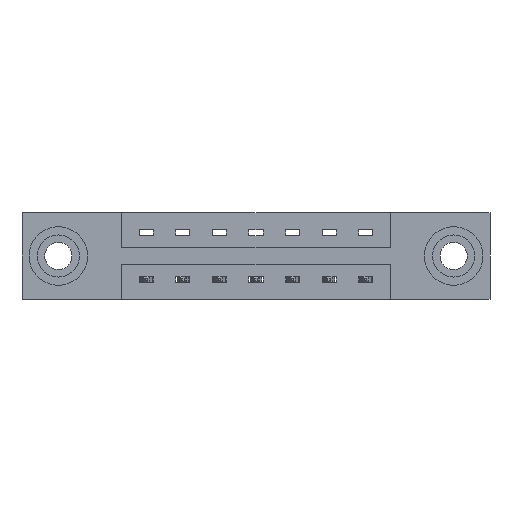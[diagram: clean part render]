
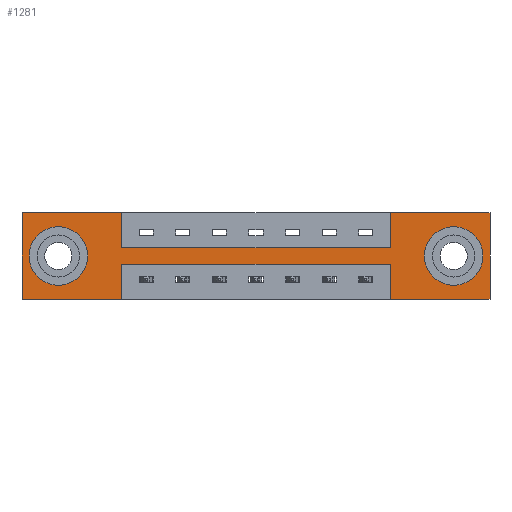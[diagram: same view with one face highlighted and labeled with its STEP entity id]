
A CAD part, front view. The second image highlights one B-rep face of the part: STEP entity #1281.
In plain terms, the highlighted planar face has unit normal (0, -1, 0).
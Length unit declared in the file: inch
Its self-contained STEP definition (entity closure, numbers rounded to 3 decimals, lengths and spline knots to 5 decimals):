
#26 = VERTEX_POINT ( 'NONE', #8673 ) ;
#50 = CARTESIAN_POINT ( 'NONE',  ( 1.573, 0., 0. ) ) ;
#246 = DIRECTION ( 'NONE',  ( 0., 0., -1. ) ) ;
#315 = FACE_BOUND ( 'NONE', #9158, .T. ) ;
#575 = FACE_BOUND ( 'NONE', #7385, .T. ) ;
#596 = VERTEX_POINT ( 'NONE', #7319 ) ;
#929 = LINE ( 'NONE', #952, #6098 ) ;
#952 = CARTESIAN_POINT ( 'NONE',  ( 0., 0., -0.37 ) ) ;
#1008 = AXIS2_PLACEMENT_3D ( 'NONE', #7234, #5537, #8046 ) ;
#1186 = EDGE_CURVE ( 'NONE', #8044, #10086, #9890, .T. ) ;
#1226 = VECTOR ( 'NONE', #246, 39.37008 ) ;
#1281 = ADVANCED_FACE ( 'NONE', ( #575, #315, #2460 ), #8741, .T. ) ;
#1287 = EDGE_CURVE ( 'NONE', #5725, #3395, #8760, .T. ) ;
#1402 = CARTESIAN_POINT ( 'NONE',  ( 1.573, 0., 0. ) ) ;
#1662 = DIRECTION ( 'NONE',  ( -1., 0., 0. ) ) ;
#1675 = EDGE_CURVE ( 'NONE', #3395, #596, #6886, .T. ) ;
#1913 = CARTESIAN_POINT ( 'NONE',  ( 0.425, 0., -0.37 ) ) ;
#1967 = EDGE_CURVE ( 'NONE', #9401, #9323, #2096, .T. ) ;
#1996 = LINE ( 'NONE', #9803, #5923 ) ;
#2041 = CARTESIAN_POINT ( 'NONE',  ( 0., 0., -0.37 ) ) ;
#2068 = EDGE_CURVE ( 'NONE', #596, #8422, #7012, .T. ) ;
#2096 = LINE ( 'NONE', #7226, #6283 ) ;
#2165 = DIRECTION ( 'NONE',  ( 0., 0., -1. ) ) ;
#2275 = CARTESIAN_POINT ( 'NONE',  ( 0., 0., 0. ) ) ;
#2315 = ORIENTED_EDGE ( 'NONE', *, *, #3527, .T. ) ;
#2460 = FACE_OUTER_BOUND ( 'NONE', #4156, .T. ) ;
#2670 = VERTEX_POINT ( 'NONE', #7361 ) ;
#2866 = AXIS2_PLACEMENT_3D ( 'NONE', #3956, #4791, #7971 ) ;
#2984 = ORIENTED_EDGE ( 'NONE', *, *, #9767, .F. ) ;
#3017 = CARTESIAN_POINT ( 'NONE',  ( 0.425, 0., 0. ) ) ;
#3032 = DIRECTION ( 'NONE',  ( 0., 1., 0. ) ) ;
#3037 = ORIENTED_EDGE ( 'NONE', *, *, #1186, .F. ) ;
#3126 = CARTESIAN_POINT ( 'NONE',  ( 1.573, 0., -0.37 ) ) ;
#3163 = LINE ( 'NONE', #6770, #6057 ) ;
#3183 = VECTOR ( 'NONE', #5853, 39.37008 ) ;
#3204 = CIRCLE ( 'NONE', #3569, 0.078 ) ;
#3274 = ORIENTED_EDGE ( 'NONE', *, *, #4529, .T. ) ;
#3344 = EDGE_CURVE ( 'NONE', #8422, #10399, #10256, .T. ) ;
#3395 = VERTEX_POINT ( 'NONE', #4412 ) ;
#3426 = DIRECTION ( 'NONE',  ( -1., 0., 0. ) ) ;
#3480 = DIRECTION ( 'NONE',  ( 0., 1., 0. ) ) ;
#3527 = EDGE_CURVE ( 'NONE', #2670, #4922, #9883, .T. ) ;
#3569 = AXIS2_PLACEMENT_3D ( 'NONE', #4722, #3032, #8714 ) ;
#3656 = VECTOR ( 'NONE', #4752, 39.37008 ) ;
#3845 = LINE ( 'NONE', #50, #4108 ) ;
#3956 = CARTESIAN_POINT ( 'NONE',  ( 0., 0., -0.37 ) ) ;
#3999 = EDGE_CURVE ( 'NONE', #10086, #9401, #3845, .T. ) ;
#4108 = VECTOR ( 'NONE', #9697, 39.37008 ) ;
#4134 = CARTESIAN_POINT ( 'NONE',  ( 1.843, 0., -0.263 ) ) ;
#4156 = EDGE_LOOP ( 'NONE', ( #4946, #10056, #2984, #5840, #6468, #8519, #7686, #3037, #5312, #8861, #6960, #9705 ) ) ;
#4160 = CARTESIAN_POINT ( 'NONE',  ( 1.998, 0., 0. ) ) ;
#4176 = EDGE_CURVE ( 'NONE', #5341, #26, #929, .T. ) ;
#4240 = VECTOR ( 'NONE', #1662, 39.37008 ) ;
#4261 = DIRECTION ( 'NONE',  ( 0., 1., 0. ) ) ;
#4412 = CARTESIAN_POINT ( 'NONE',  ( 0.425, 0., -0.22 ) ) ;
#4508 = VECTOR ( 'NONE', #5763, 39.37008 ) ;
#4529 = EDGE_CURVE ( 'NONE', #7318, #6285, #3204, .T. ) ;
#4722 = CARTESIAN_POINT ( 'NONE',  ( 0.155, 0., -0.185 ) ) ;
#4752 = DIRECTION ( 'NONE',  ( 0., 0., 1. ) ) ;
#4791 = DIRECTION ( 'NONE',  ( 0., -1., 0. ) ) ;
#4922 = VERTEX_POINT ( 'NONE', #4134 ) ;
#4946 = ORIENTED_EDGE ( 'NONE', *, *, #1675, .F. ) ;
#5224 = VERTEX_POINT ( 'NONE', #3017 ) ;
#5297 = LINE ( 'NONE', #3126, #3656 ) ;
#5312 = ORIENTED_EDGE ( 'NONE', *, *, #10300, .F. ) ;
#5341 = VERTEX_POINT ( 'NONE', #7250 ) ;
#5495 = DIRECTION ( 'NONE',  ( 0., 0., -1. ) ) ;
#5537 = DIRECTION ( 'NONE',  ( 0., 1., 0. ) ) ;
#5568 = CARTESIAN_POINT ( 'NONE',  ( 0.425, 0., -0.15 ) ) ;
#5725 = VERTEX_POINT ( 'NONE', #9836 ) ;
#5763 = DIRECTION ( 'NONE',  ( -1., 0., 0. ) ) ;
#5840 = ORIENTED_EDGE ( 'NONE', *, *, #4176, .F. ) ;
#5853 = DIRECTION ( 'NONE',  ( 0., 0., -1. ) ) ;
#5874 = VECTOR ( 'NONE', #6602, 39.37008 ) ;
#5923 = VECTOR ( 'NONE', #7407, 39.37008 ) ;
#6057 = VECTOR ( 'NONE', #2165, 39.37008 ) ;
#6098 = VECTOR ( 'NONE', #3426, 39.37008 ) ;
#6281 = EDGE_CURVE ( 'NONE', #6285, #7318, #6325, .T. ) ;
#6283 = VECTOR ( 'NONE', #9526, 39.37008 ) ;
#6285 = VERTEX_POINT ( 'NONE', #6681 ) ;
#6325 = CIRCLE ( 'NONE', #7018, 0.078 ) ;
#6468 = ORIENTED_EDGE ( 'NONE', *, *, #8726, .F. ) ;
#6523 = AXIS2_PLACEMENT_3D ( 'NONE', #7601, #4261, #5495 ) ;
#6595 = CARTESIAN_POINT ( 'NONE',  ( 0.425, 0., -0.15 ) ) ;
#6602 = DIRECTION ( 'NONE',  ( 0., 0., 1. ) ) ;
#6681 = CARTESIAN_POINT ( 'NONE',  ( 0.155, 0., -0.107 ) ) ;
#6738 = CARTESIAN_POINT ( 'NONE',  ( 0.155, 0., -0.185 ) ) ;
#6770 = CARTESIAN_POINT ( 'NONE',  ( 0.425, 0., 0. ) ) ;
#6886 = LINE ( 'NONE', #1913, #1226 ) ;
#6960 = ORIENTED_EDGE ( 'NONE', *, *, #3344, .F. ) ;
#7012 = LINE ( 'NONE', #8170, #4508 ) ;
#7018 = AXIS2_PLACEMENT_3D ( 'NONE', #6738, #3480, #8322 ) ;
#7124 = DIRECTION ( 'NONE',  ( 1., 0., 0. ) ) ;
#7226 = CARTESIAN_POINT ( 'NONE',  ( 0., 0., 0. ) ) ;
#7234 = CARTESIAN_POINT ( 'NONE',  ( 1.843, 0., -0.185 ) ) ;
#7250 = CARTESIAN_POINT ( 'NONE',  ( 1.998, 0., -0.37 ) ) ;
#7318 = VERTEX_POINT ( 'NONE', #8128 ) ;
#7319 = CARTESIAN_POINT ( 'NONE',  ( 0.425, 0., -0.37 ) ) ;
#7336 = CARTESIAN_POINT ( 'NONE',  ( 0.425, 0., -0.22 ) ) ;
#7361 = CARTESIAN_POINT ( 'NONE',  ( 1.843, 0., -0.107 ) ) ;
#7385 = EDGE_LOOP ( 'NONE', ( #2315, #8243 ) ) ;
#7403 = ORIENTED_EDGE ( 'NONE', *, *, #6281, .T. ) ;
#7407 = DIRECTION ( 'NONE',  ( 1., 0., 0. ) ) ;
#7440 = LINE ( 'NONE', #4160, #3183 ) ;
#7601 = CARTESIAN_POINT ( 'NONE',  ( 1.843, 0., -0.185 ) ) ;
#7686 = ORIENTED_EDGE ( 'NONE', *, *, #3999, .F. ) ;
#7971 = DIRECTION ( 'NONE',  ( 0., 0., -1. ) ) ;
#8044 = VERTEX_POINT ( 'NONE', #6595 ) ;
#8046 = DIRECTION ( 'NONE',  ( 0., 0., -1. ) ) ;
#8128 = CARTESIAN_POINT ( 'NONE',  ( 0.155, 0., -0.263 ) ) ;
#8170 = CARTESIAN_POINT ( 'NONE',  ( 0., 0., -0.37 ) ) ;
#8243 = ORIENTED_EDGE ( 'NONE', *, *, #9523, .T. ) ;
#8322 = DIRECTION ( 'NONE',  ( 0., 0., 1. ) ) ;
#8422 = VERTEX_POINT ( 'NONE', #2041 ) ;
#8519 = ORIENTED_EDGE ( 'NONE', *, *, #1967, .F. ) ;
#8673 = CARTESIAN_POINT ( 'NONE',  ( 1.573, 0., -0.37 ) ) ;
#8714 = DIRECTION ( 'NONE',  ( 0., 0., 1. ) ) ;
#8726 = EDGE_CURVE ( 'NONE', #9323, #5341, #7440, .T. ) ;
#8741 = PLANE ( 'NONE',  #2866 ) ;
#8760 = LINE ( 'NONE', #7336, #4240 ) ;
#8861 = ORIENTED_EDGE ( 'NONE', *, *, #9606, .F. ) ;
#9158 = EDGE_LOOP ( 'NONE', ( #7403, #3274 ) ) ;
#9323 = VERTEX_POINT ( 'NONE', #10122 ) ;
#9401 = VERTEX_POINT ( 'NONE', #1402 ) ;
#9523 = EDGE_CURVE ( 'NONE', #4922, #2670, #10189, .T. ) ;
#9526 = DIRECTION ( 'NONE',  ( 1., 0., 0. ) ) ;
#9606 = EDGE_CURVE ( 'NONE', #10399, #5224, #1996, .T. ) ;
#9697 = DIRECTION ( 'NONE',  ( 0., 0., 1. ) ) ;
#9705 = ORIENTED_EDGE ( 'NONE', *, *, #2068, .F. ) ;
#9767 = EDGE_CURVE ( 'NONE', #26, #5725, #5297, .T. ) ;
#9803 = CARTESIAN_POINT ( 'NONE',  ( 0., 0., 0. ) ) ;
#9836 = CARTESIAN_POINT ( 'NONE',  ( 1.573, 0., -0.22 ) ) ;
#9883 = CIRCLE ( 'NONE', #6523, 0.078 ) ;
#9890 = LINE ( 'NONE', #5568, #10395 ) ;
#9906 = CARTESIAN_POINT ( 'NONE',  ( 1.573, 0., -0.15 ) ) ;
#9934 = CARTESIAN_POINT ( 'NONE',  ( 0., 0., 0. ) ) ;
#10056 = ORIENTED_EDGE ( 'NONE', *, *, #1287, .F. ) ;
#10086 = VERTEX_POINT ( 'NONE', #9906 ) ;
#10122 = CARTESIAN_POINT ( 'NONE',  ( 1.998, 0., 0. ) ) ;
#10189 = CIRCLE ( 'NONE', #1008, 0.078 ) ;
#10256 = LINE ( 'NONE', #9934, #5874 ) ;
#10300 = EDGE_CURVE ( 'NONE', #5224, #8044, #3163, .T. ) ;
#10395 = VECTOR ( 'NONE', #7124, 39.37008 ) ;
#10399 = VERTEX_POINT ( 'NONE', #2275 ) ;
